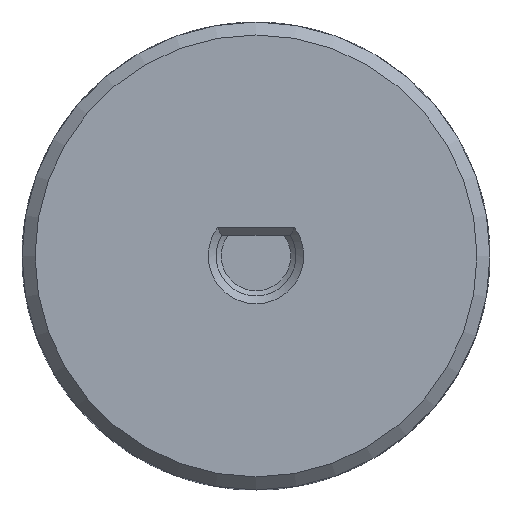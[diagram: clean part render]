
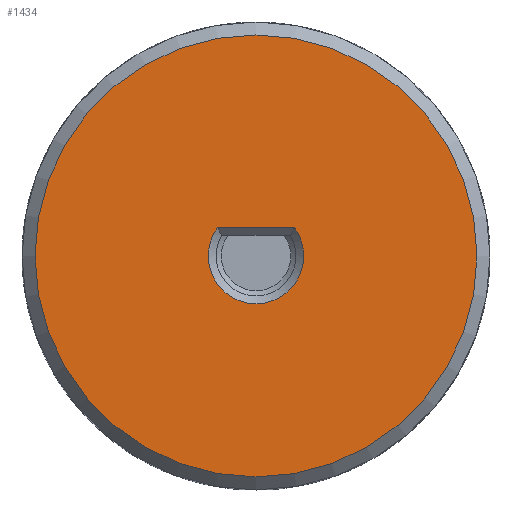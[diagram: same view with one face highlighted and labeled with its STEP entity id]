
A CAD part, top view. The second image highlights one B-rep face of the part: STEP entity #1434.
In plain terms, the highlighted planar face has unit normal (0, 0, 1).
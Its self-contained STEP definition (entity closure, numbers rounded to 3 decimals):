
#17=FACE_BOUND('',#274,.T.);
#18=PLANE('',#1604);
#25=LINE('',#3651,#32);
#32=VECTOR('',#1918,10.);
#112=CIRCLE('',#1603,17.);
#113=CIRCLE('',#1605,3.675);
#191=FACE_OUTER_BOUND('',#273,.T.);
#273=EDGE_LOOP('',(#1218));
#274=EDGE_LOOP('',(#1219,#1220));
#575=VERTEX_POINT('',#3645);
#576=VERTEX_POINT('',#3649);
#577=VERTEX_POINT('',#3650);
#803=EDGE_CURVE('',#575,#575,#112,.T.);
#804=EDGE_CURVE('',#576,#577,#25,.T.);
#805=EDGE_CURVE('',#577,#576,#113,.T.);
#1218=ORIENTED_EDGE('',*,*,#803,.F.);
#1219=ORIENTED_EDGE('',*,*,#804,.F.);
#1220=ORIENTED_EDGE('',*,*,#805,.F.);
#1434=ADVANCED_FACE('',(#191,#17),#18,.T.);
#1603=AXIS2_PLACEMENT_3D('',#3647,#1914,#1915);
#1604=AXIS2_PLACEMENT_3D('',#3648,#1916,#1917);
#1605=AXIS2_PLACEMENT_3D('',#3652,#1919,#1920);
#1914=DIRECTION('center_axis',(0.,0.,
-1.));
#1915=DIRECTION('ref_axis',(-1.,0.,0.));
#1916=DIRECTION('center_axis',(0.,0.,
1.));
#1917=DIRECTION('ref_axis',(1.,0.,0.));
#1918=DIRECTION('',(-1.,0.,0.));
#1919=DIRECTION('center_axis',(0.,0.,
1.));
#1920=DIRECTION('ref_axis',(-0.917,-0.4,0.));
#3645=CARTESIAN_POINT('',(42.76,133.595,25.147));
#3647=CARTESIAN_POINT('Origin',(25.76,133.595,25.147));
#3648=CARTESIAN_POINT('Origin',(25.76,133.595,25.147));
#3649=CARTESIAN_POINT('',(28.722,135.77,25.147));
#3650=CARTESIAN_POINT('',(22.798,135.77,25.147));
#3651=CARTESIAN_POINT('',(24.614,135.77,25.147));
#3652=CARTESIAN_POINT('Origin',(25.76,133.595,25.147));
